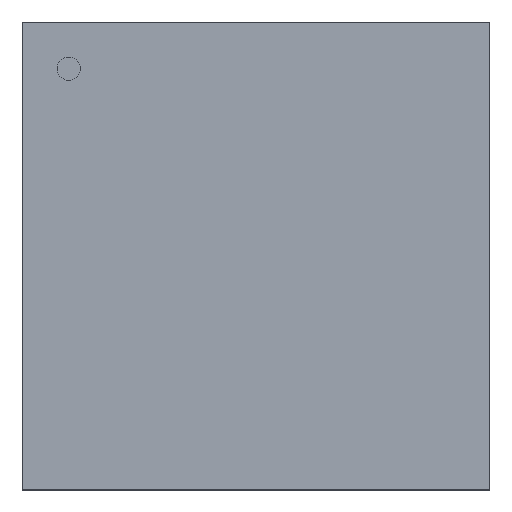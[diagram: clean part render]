
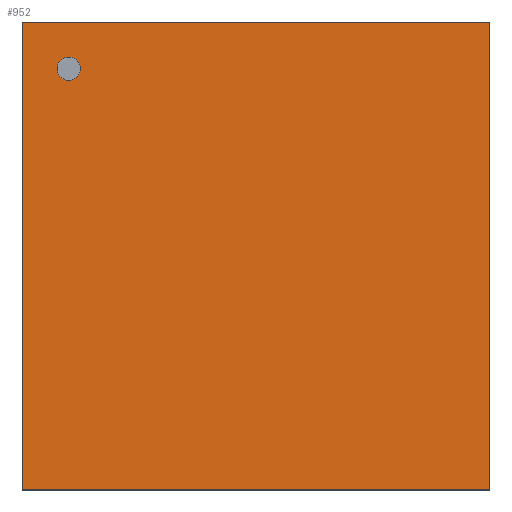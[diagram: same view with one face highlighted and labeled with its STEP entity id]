
A CAD part, top view. The second image highlights one B-rep face of the part: STEP entity #952.
In plain terms, the highlighted planar face has unit normal (0, 0, 1).
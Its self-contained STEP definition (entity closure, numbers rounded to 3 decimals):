
#728=CARTESIAN_POINT('',(3.5,-3.5,1.92));
#727=VERTEX_POINT('',#728);
#738=CARTESIAN_POINT('',(-3.5,-3.5,1.92));
#737=VERTEX_POINT('',#738);
#736=EDGE_CURVE('',#737,#727,#741,.T.);
#741=LINE('',#738,#743);
#743=VECTOR('',#744,7.);
#744=DIRECTION('',(1.0,0.0,0.0));
#777=CARTESIAN_POINT('',(3.5,3.5,1.92));
#776=VERTEX_POINT('',#777);
#785=EDGE_CURVE('',#727,#776,#790,.T.);
#790=LINE('',#728,#792);
#792=VECTOR('',#793,7.);
#793=DIRECTION('',(0.0,1.0,0.0));
#826=CARTESIAN_POINT('',(-3.5,3.5,1.92));
#825=VERTEX_POINT('',#826);
#834=EDGE_CURVE('',#776,#825,#839,.T.);
#839=LINE('',#777,#841);
#841=VECTOR('',#842,7.);
#842=DIRECTION('',(-1.0,0.0,0.0));
#883=EDGE_CURVE('',#825,#737,#888,.T.);
#888=LINE('',#826,#890);
#890=VECTOR('',#891,7.);
#891=DIRECTION('',(0.0,-1.0,0.0));
#952=ADVANCED_FACE('',(#958),#953,.T.);
#953=PLANE('',#954);
#954=AXIS2_PLACEMENT_3D('',#955,#956,#957);
#955=CARTESIAN_POINT('',(-3.5,-3.5,1.92));
#956=DIRECTION('',(0.0,0.0,1.0));
#957=DIRECTION('',(0.,1.,0.));
#958=FACE_OUTER_BOUND('',#959,.T.);
#959=EDGE_LOOP('',(#960,#970,#980,#990));
#960=ORIENTED_EDGE('',*,*,#736,.T.);
#970=ORIENTED_EDGE('',*,*,#785,.T.);
#980=ORIENTED_EDGE('',*,*,#834,.T.);
#990=ORIENTED_EDGE('',*,*,#883,.T.);
